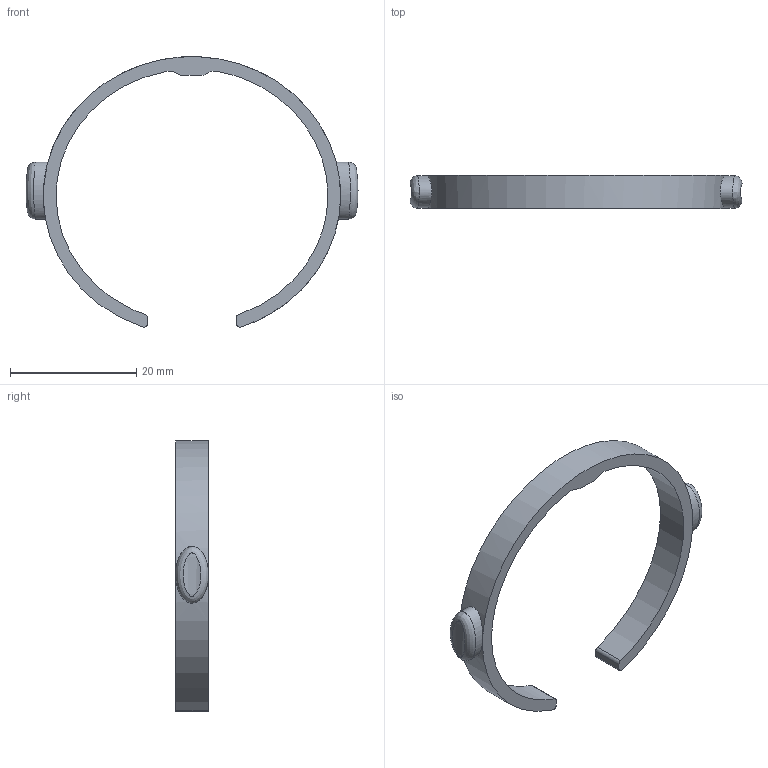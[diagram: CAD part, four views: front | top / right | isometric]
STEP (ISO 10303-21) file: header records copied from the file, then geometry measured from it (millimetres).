
FILE_DESCRIPTION(/* description */ (''),/* implementation_level */ '2;1');
FILE_NAME(/* name */ 'Ring',/* time_stamp */ '2025-01-05T17:04:39+01:00',/* author */ (''),/* organization */ (''),/* preprocessor_version */ 'ST-DEVELOPER v19.2',/* originating_system */ 'Rhino 8.14',/* authorisation */ '');
FILE_SCHEMA (('CONFIG_CONTROL_DESIGN'));
Length unit declared in the file: millimetre
Products named in the file (1): Document
Bounding box: 52.5 x 5.2 x 42.75 mm (x, y, z)
Volume: 1486.3 mm3; surface area: 1885.4 mm2
Topology: 1 solids, 1 shells, 18 faces, 44 edges, 28 vertices
Faces by surface type: bspline 8, cylinder 6, plane 4
Entity records: 1269 total; most frequent: CARTESIAN_POINT 867, ORIENTED_EDGE 88, EDGE_CURVE 44, DIRECTION 34, VERTEX_POINT 28, AXIS2_PLACEMENT_3D 22, ADVANCED_FACE 18, FACE_OUTER_BOUND 18
